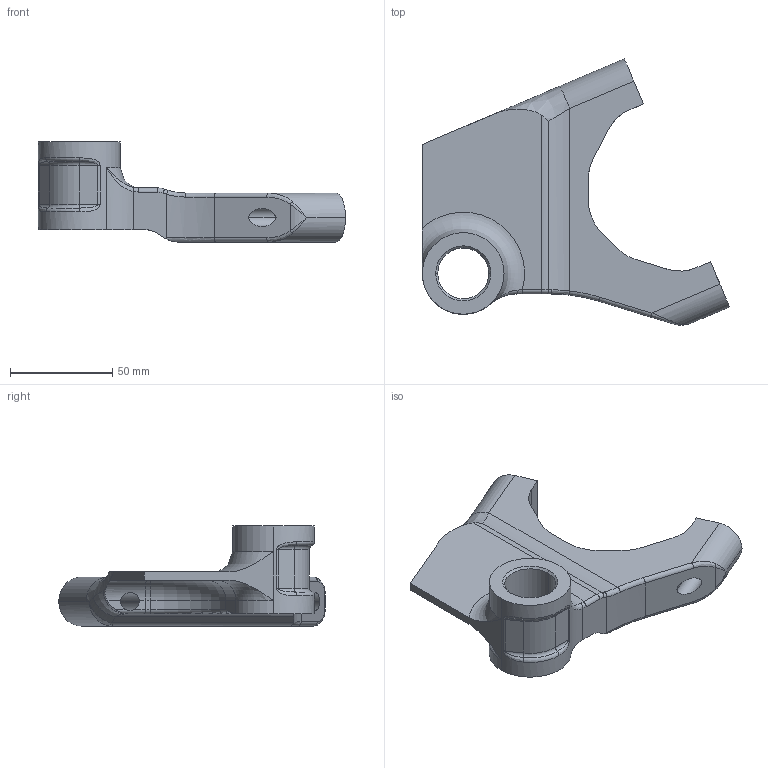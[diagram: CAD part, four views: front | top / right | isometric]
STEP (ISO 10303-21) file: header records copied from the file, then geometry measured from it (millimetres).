
FILE_DESCRIPTION (( 'STEP AP203' ), '1' );
FILE_NAME ('BDT-MG-001.STEP', '2011-07-02T17:42:44', ( '' ), ( '' ), 'SwSTEP 2.0', 'SolidWorks 2010', '' );
FILE_SCHEMA (( 'CONFIG_CONTROL_DESIGN' ));
Length unit declared in the file: millimetre
Products named in the file (1): BDT-MG-001
Bounding box: 150.45 x 130.48 x 49 mm (x, y, z)
Volume: 153615.9 mm3; surface area: 41766.2 mm2
Topology: 1 solids, 1 shells, 156 faces, 390 edges, 234 vertices
Faces by surface type: cylinder 68, plane 39, torus 26, bspline 15, cone 8
Entity records: 7339 total; most frequent: CARTESIAN_POINT 3644, ORIENTED_EDGE 772, DIRECTION 763, EDGE_CURVE 386, AXIS2_PLACEMENT_3D 300, VERTEX_POINT 234, EDGE_LOOP 164, VECTOR 163
